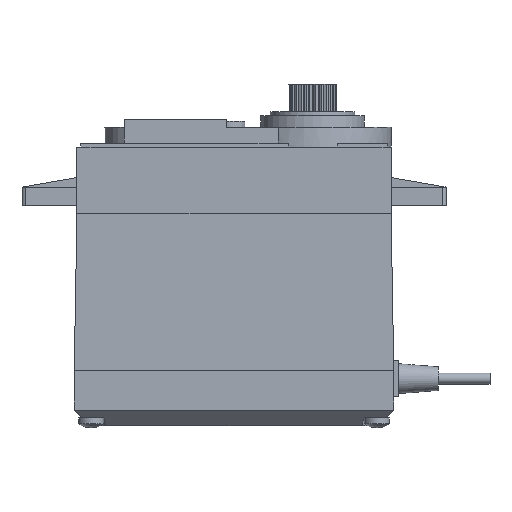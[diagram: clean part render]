
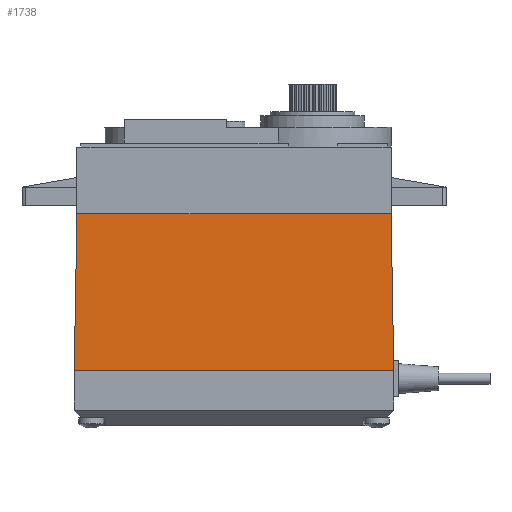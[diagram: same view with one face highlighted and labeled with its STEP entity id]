
A CAD part, front view. The second image highlights one B-rep face of the part: STEP entity #1738.
In plain terms, the highlighted free-form (B-spline) face has degree [1, 1] with [2, 2] control points.
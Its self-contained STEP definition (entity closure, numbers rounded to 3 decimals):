
#85 = VERTEX_POINT('',#86);
#86 = CARTESIAN_POINT('',(-30.349,-10.249,-21.));
#100 = PLANE('',#101);
#101 = AXIS2_PLACEMENT_3D('',#102,#103,#104);
#102 = CARTESIAN_POINT('',(-30.349,-10.249,-21.));
#103 = DIRECTION('',(0.,-1.,0.));
#104 = DIRECTION('',(1.,0.,0.));
#126 = B_SPLINE_SURFACE_WITH_KNOTS('',1,1,(
    (#127,#128)
    ,(#129,#130
    )),.UNSPECIFIED.,.F.,.F.,.F.,(2,2),(2,2),(-0.349,
    20.149),(0.,1.),.PIECEWISE_BEZIER_KNOTS.);
#127 = CARTESIAN_POINT('',(-30.,-9.9,-1.));
#128 = CARTESIAN_POINT('',(-30.349,-10.249,-21.));
#129 = CARTESIAN_POINT('',(-30.,9.9,-1.));
#130 = CARTESIAN_POINT('',(-30.349,10.249,-21.));
#467 = VERTEX_POINT('',#468);
#468 = CARTESIAN_POINT('',(-30.,-9.9,-1.));
#516 = EDGE_CURVE('',#467,#85,#517,.T.);
#517 = SURFACE_CURVE('',#518,(#521,#528),.PCURVE_S1.);
#518 = B_SPLINE_CURVE_WITH_KNOTS('',1,(#519,#520),.UNSPECIFIED.,.F.,.F.,
  (2,2),(0.,1.),.PIECEWISE_BEZIER_KNOTS.);
#519 = CARTESIAN_POINT('',(-30.,-9.9,-1.));
#520 = CARTESIAN_POINT('',(-30.349,-10.249,-21.));
#521 = PCURVE('',#126,#522);
#522 = DEFINITIONAL_REPRESENTATION('',(#523),#527);
#523 = LINE('',#524,#525);
#524 = CARTESIAN_POINT('',(-0.349,0.));
#525 = VECTOR('',#526,1.);
#526 = DIRECTION('',(0.,1.));
#527 = ( GEOMETRIC_REPRESENTATION_CONTEXT(2) 
PARAMETRIC_REPRESENTATION_CONTEXT() REPRESENTATION_CONTEXT('2D SPACE',''
  ) );
#528 = PCURVE('',#529,#534);
#529 = B_SPLINE_SURFACE_WITH_KNOTS('',1,1,(
    (#530,#531)
    ,(#532,#533
    )),.UNSPECIFIED.,.F.,.F.,.F.,(2,2),(2,2),(-0.349,
    40.349),(0.,1.),.PIECEWISE_BEZIER_KNOTS.);
#530 = CARTESIAN_POINT('',(10.,-9.9,-1.));
#531 = CARTESIAN_POINT('',(10.349,-10.249,-21.));
#532 = CARTESIAN_POINT('',(-30.,-9.9,-1.));
#533 = CARTESIAN_POINT('',(-30.349,-10.249,-21.));
#534 = DEFINITIONAL_REPRESENTATION('',(#535),#539);
#535 = LINE('',#536,#537);
#536 = CARTESIAN_POINT('',(40.349,0.));
#537 = VECTOR('',#538,1.);
#538 = DIRECTION('',(0.,1.));
#539 = ( GEOMETRIC_REPRESENTATION_CONTEXT(2) 
PARAMETRIC_REPRESENTATION_CONTEXT() REPRESENTATION_CONTEXT('2D SPACE',''
  ) );
#569 = VERTEX_POINT('',#570);
#570 = CARTESIAN_POINT('',(10.349,-10.249,-21.));
#591 = EDGE_CURVE('',#569,#85,#592,.T.);
#592 = SURFACE_CURVE('',#593,(#597,#604),.PCURVE_S1.);
#593 = LINE('',#594,#595);
#594 = CARTESIAN_POINT('',(10.,-10.249,-21.));
#595 = VECTOR('',#596,1.);
#596 = DIRECTION('',(-1.,0.,0.));
#597 = PCURVE('',#100,#598);
#598 = DEFINITIONAL_REPRESENTATION('',(#599),#603);
#599 = LINE('',#600,#601);
#600 = CARTESIAN_POINT('',(40.349,0.));
#601 = VECTOR('',#602,1.);
#602 = DIRECTION('',(-1.,0.));
#603 = ( GEOMETRIC_REPRESENTATION_CONTEXT(2) 
PARAMETRIC_REPRESENTATION_CONTEXT() REPRESENTATION_CONTEXT('2D SPACE',''
  ) );
#604 = PCURVE('',#529,#605);
#605 = DEFINITIONAL_REPRESENTATION('',(#606),#610);
#606 = LINE('',#607,#608);
#607 = CARTESIAN_POINT('',(0.,1.));
#608 = VECTOR('',#609,1.);
#609 = DIRECTION('',(1.,0.));
#610 = ( GEOMETRIC_REPRESENTATION_CONTEXT(2) 
PARAMETRIC_REPRESENTATION_CONTEXT() REPRESENTATION_CONTEXT('2D SPACE',''
  ) );
#657 = B_SPLINE_SURFACE_WITH_KNOTS('',1,1,(
    (#658,#659)
    ,(#660,#661
    )),.UNSPECIFIED.,.F.,.F.,.F.,(2,2),(2,2),(-0.349,
    20.149),(0.,1.),.PIECEWISE_BEZIER_KNOTS.);
#658 = CARTESIAN_POINT('',(10.,9.9,-1.));
#659 = CARTESIAN_POINT('',(10.349,10.249,-21.));
#660 = CARTESIAN_POINT('',(10.,-9.9,-1.));
#661 = CARTESIAN_POINT('',(10.349,-10.249,-21.));
#1479 = PLANE('',#1480);
#1480 = AXIS2_PLACEMENT_3D('',#1481,#1482,#1483);
#1481 = CARTESIAN_POINT('',(-10.,0.,-1.));
#1482 = DIRECTION('',(0.,0.,1.));
#1483 = DIRECTION('',(1.,0.,0.));
#1738 = ADVANCED_FACE('',(#1739),#529,.T.);
#1739 = FACE_BOUND('',#1740,.T.);
#1740 = EDGE_LOOP('',(#1741,#1763,#1764,#1765));
#1741 = ORIENTED_EDGE('',*,*,#1742,.T.);
#1742 = EDGE_CURVE('',#1743,#467,#1745,.T.);
#1743 = VERTEX_POINT('',#1744);
#1744 = CARTESIAN_POINT('',(10.,-9.9,-1.));
#1745 = SURFACE_CURVE('',#1746,(#1750,#1756),.PCURVE_S1.);
#1746 = LINE('',#1747,#1748);
#1747 = CARTESIAN_POINT('',(10.,-9.9,-1.));
#1748 = VECTOR('',#1749,1.);
#1749 = DIRECTION('',(-1.,0.,0.));
#1750 = PCURVE('',#529,#1751);
#1751 = DEFINITIONAL_REPRESENTATION('',(#1752),#1755);
#1752 = B_SPLINE_CURVE_WITH_KNOTS('',1,(#1753,#1754),.UNSPECIFIED.,.F.,
  .F.,(2,2),(0.,40.),.PIECEWISE_BEZIER_KNOTS.);
#1753 = CARTESIAN_POINT('',(-0.349,0.));
#1754 = CARTESIAN_POINT('',(40.349,0.));
#1755 = ( GEOMETRIC_REPRESENTATION_CONTEXT(2) 
PARAMETRIC_REPRESENTATION_CONTEXT() REPRESENTATION_CONTEXT('2D SPACE',''
  ) );
#1756 = PCURVE('',#1479,#1757);
#1757 = DEFINITIONAL_REPRESENTATION('',(#1758),#1762);
#1758 = LINE('',#1759,#1760);
#1759 = CARTESIAN_POINT('',(20.,-9.9));
#1760 = VECTOR('',#1761,1.);
#1761 = DIRECTION('',(-1.,0.));
#1762 = ( GEOMETRIC_REPRESENTATION_CONTEXT(2) 
PARAMETRIC_REPRESENTATION_CONTEXT() REPRESENTATION_CONTEXT('2D SPACE',''
  ) );
#1763 = ORIENTED_EDGE('',*,*,#516,.T.);
#1764 = ORIENTED_EDGE('',*,*,#591,.F.);
#1765 = ORIENTED_EDGE('',*,*,#1766,.F.);
#1766 = EDGE_CURVE('',#1743,#569,#1767,.T.);
#1767 = SURFACE_CURVE('',#1768,(#1771,#1778),.PCURVE_S1.);
#1768 = B_SPLINE_CURVE_WITH_KNOTS('',1,(#1769,#1770),.UNSPECIFIED.,.F.,
  .F.,(2,2),(0.,1.),.PIECEWISE_BEZIER_KNOTS.);
#1769 = CARTESIAN_POINT('',(10.,-9.9,-1.));
#1770 = CARTESIAN_POINT('',(10.349,-10.249,-21.));
#1771 = PCURVE('',#529,#1772);
#1772 = DEFINITIONAL_REPRESENTATION('',(#1773),#1777);
#1773 = LINE('',#1774,#1775);
#1774 = CARTESIAN_POINT('',(-0.349,0.));
#1775 = VECTOR('',#1776,1.);
#1776 = DIRECTION('',(0.,1.));
#1777 = ( GEOMETRIC_REPRESENTATION_CONTEXT(2) 
PARAMETRIC_REPRESENTATION_CONTEXT() REPRESENTATION_CONTEXT('2D SPACE',''
  ) );
#1778 = PCURVE('',#657,#1779);
#1779 = DEFINITIONAL_REPRESENTATION('',(#1780),#1784);
#1780 = LINE('',#1781,#1782);
#1781 = CARTESIAN_POINT('',(20.149,0.));
#1782 = VECTOR('',#1783,1.);
#1783 = DIRECTION('',(0.,1.));
#1784 = ( GEOMETRIC_REPRESENTATION_CONTEXT(2) 
PARAMETRIC_REPRESENTATION_CONTEXT() REPRESENTATION_CONTEXT('2D SPACE',''
  ) );
